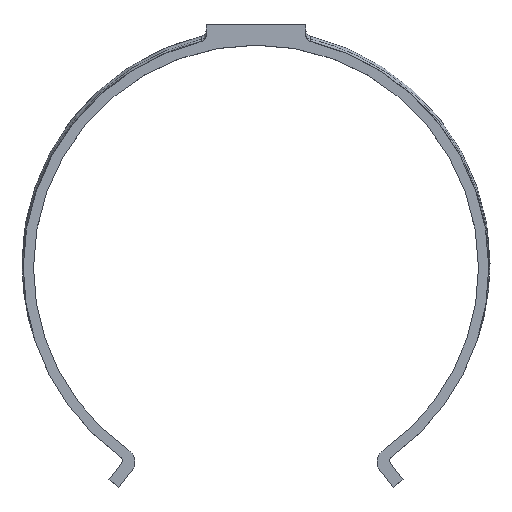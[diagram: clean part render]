
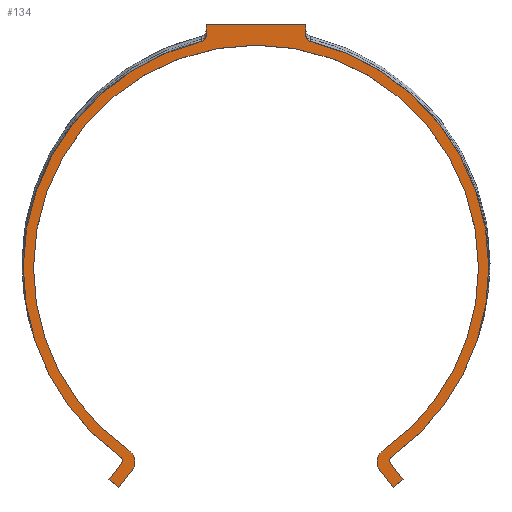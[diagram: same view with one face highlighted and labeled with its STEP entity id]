
A CAD part, top view. The second image highlights one B-rep face of the part: STEP entity #134.
In plain terms, the highlighted planar face has unit normal (0, 0, 1).
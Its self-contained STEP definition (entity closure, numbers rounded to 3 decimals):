
#134=ADVANCED_FACE('',(#256),#257,.T.);
#256=FACE_OUTER_BOUND('',#4798,.T.);
#257=PLANE('',#4799);
#4798=EDGE_LOOP('',(#5247,#5248,#5249,#5250,#5251,#5252,#5253,#5254,#5255,#5256,#5257,#5258,#5259,#5260,#5261,#5262,#5263,#5264,#5265,#5266,#5267,#5268,#5269,#5270,#5271,#5272,#5273,#5274));
#4799=AXIS2_PLACEMENT_3D('',#5275,#5276,#5277);
#5247=ORIENTED_EDGE('',*,*,#5432,.T.);
#5248=ORIENTED_EDGE('',*,*,#5403,.T.);
#5249=ORIENTED_EDGE('',*,*,#5313,.T.);
#5250=ORIENTED_EDGE('',*,*,#5406,.T.);
#5251=ORIENTED_EDGE('',*,*,#5303,.F.);
#5252=ORIENTED_EDGE('',*,*,#5307,.F.);
#5253=ORIENTED_EDGE('',*,*,#5409,.F.);
#5254=ORIENTED_EDGE('',*,*,#5410,.T.);
#5255=ORIENTED_EDGE('',*,*,#5301,.T.);
#5256=ORIENTED_EDGE('',*,*,#5414,.T.);
#5257=ORIENTED_EDGE('',*,*,#5417,.T.);
#5258=ORIENTED_EDGE('',*,*,#5420,.T.);
#5259=ORIENTED_EDGE('',*,*,#5421,.F.);
#5260=ORIENTED_EDGE('',*,*,#5297,.F.);
#5261=ORIENTED_EDGE('',*,*,#5336,.T.);
#5262=ORIENTED_EDGE('',*,*,#5392,.T.);
#5263=ORIENTED_EDGE('',*,*,#5329,.F.);
#5264=ORIENTED_EDGE('',*,*,#5394,.F.);
#5265=ORIENTED_EDGE('',*,*,#5399,.T.);
#5266=ORIENTED_EDGE('',*,*,#5424,.F.);
#5267=ORIENTED_EDGE('',*,*,#5377,.F.);
#5268=ORIENTED_EDGE('',*,*,#5360,.F.);
#5269=ORIENTED_EDGE('',*,*,#5380,.F.);
#5270=ORIENTED_EDGE('',*,*,#5346,.T.);
#5271=ORIENTED_EDGE('',*,*,#5351,.T.);
#5272=ORIENTED_EDGE('',*,*,#5291,.F.);
#5273=ORIENTED_EDGE('',*,*,#5427,.F.);
#5274=ORIENTED_EDGE('',*,*,#5430,.T.);
#5275=CARTESIAN_POINT('',(90.0,84.33,0.0));
#5276=DIRECTION('',(0.0,0.0,1.0));
#5277=DIRECTION('',(1.0,0.0,0.0));
#5291=EDGE_CURVE('',#5455,#5458,#5459,.T.);
#5297=EDGE_CURVE('',#5468,#5464,#5470,.T.);
#5301=EDGE_CURVE('',#5472,#5476,#5478,.T.);
#5303=EDGE_CURVE('',#5480,#5482,#5483,.T.);
#5307=EDGE_CURVE('',#5487,#5480,#5490,.T.);
#5313=EDGE_CURVE('',#5501,#5498,#5502,.T.);
#5329=EDGE_CURVE('',#5527,#5530,#5531,.T.);
#5336=EDGE_CURVE('',#5468,#5540,#5543,.T.);
#5346=EDGE_CURVE('',#5558,#5556,#5559,.T.);
#5351=EDGE_CURVE('',#5556,#5458,#5567,.T.);
#5360=EDGE_CURVE('',#5580,#5583,#5584,.T.);
#5377=EDGE_CURVE('',#5583,#5606,#5607,.T.);
#5380=EDGE_CURVE('',#5558,#5580,#5611,.T.);
#5392=EDGE_CURVE('',#5540,#5530,#5626,.T.);
#5394=EDGE_CURVE('',#5627,#5527,#5629,.T.);
#5399=EDGE_CURVE('',#5627,#5635,#5637,.T.);
#5403=EDGE_CURVE('',#5642,#5501,#5643,.T.);
#5406=EDGE_CURVE('',#5498,#5482,#5646,.T.);
#5409=EDGE_CURVE('',#5649,#5487,#5651,.T.);
#5410=EDGE_CURVE('',#5649,#5472,#5652,.T.);
#5414=EDGE_CURVE('',#5476,#5656,#5658,.T.);
#5417=EDGE_CURVE('',#5656,#5661,#5663,.T.);
#5420=EDGE_CURVE('',#5661,#5666,#5668,.T.);
#5421=EDGE_CURVE('',#5464,#5666,#5669,.T.);
#5424=EDGE_CURVE('',#5606,#5635,#5672,.T.);
#5427=EDGE_CURVE('',#5675,#5455,#5677,.T.);
#5430=EDGE_CURVE('',#5675,#5680,#5682,.T.);
#5432=EDGE_CURVE('',#5680,#5642,#5684,.T.);
#5455=VERTEX_POINT('',#6268);
#5458=VERTEX_POINT('',#6272);
#5459=CIRCLE('',#6273,1.5);
#5464=VERTEX_POINT('',#6279);
#5468=VERTEX_POINT('',#6284);
#5470=CIRCLE('',#6287,1.5);
#5472=VERTEX_POINT('',#6289);
#5476=VERTEX_POINT('',#6294);
#5478=CIRCLE('',#6297,5.0);
#5480=VERTEX_POINT('',#6299);
#5482=VERTEX_POINT('',#6302);
#5483=CIRCLE('',#6303,76.0);
#5487=VERTEX_POINT('',#6308);
#5490=CIRCLE('',#6312,76.0);
#5498=VERTEX_POINT('',#6387);
#5501=VERTEX_POINT('',#6391);
#5502=CIRCLE('',#6392,5.0);
#5527=VERTEX_POINT('',#6555);
#5530=VERTEX_POINT('',#6559);
#5531=CIRCLE('',#6560,2.0);
#5540=VERTEX_POINT('',#6637);
#5543=CIRCLE('',#6641,79.5);
#5556=VERTEX_POINT('',#6720);
#5558=VERTEX_POINT('',#6723);
#5559=CIRCLE('',#6724,79.5);
#5567=CIRCLE('',#6800,79.5);
#5580=VERTEX_POINT('',#7012);
#5583=VERTEX_POINT('',#7016);
#5584=CIRCLE('',#7017,2.0);
#5606=VERTEX_POINT('',#7274);
#5607=LINE('',#7275,#7276);
#5611=CIRCLE('',#7282,2.0);
#5626=CIRCLE('',#7532,79.5);
#5627=VERTEX_POINT('',#7533);
#5629=CIRCLE('',#7536,2.0);
#5635=VERTEX_POINT('',#7544);
#5637=LINE('',#7547,#7548);
#5642=VERTEX_POINT('',#7554);
#5643=LINE('',#7555,#7556);
#5646=CIRCLE('',#7560,5.0);
#5649=VERTEX_POINT('',#7563);
#5651=CIRCLE('',#7566,76.0);
#5652=CIRCLE('',#7567,5.0);
#5656=VERTEX_POINT('',#7572);
#5658=LINE('',#7575,#7576);
#5661=VERTEX_POINT('',#7580);
#5663=LINE('',#7583,#7584);
#5666=VERTEX_POINT('',#7588);
#5668=LINE('',#7591,#7592);
#5669=CIRCLE('',#7593,1.5);
#5672=LINE('',#7597,#7598);
#5675=VERTEX_POINT('',#7601);
#5677=CIRCLE('',#7604,1.5);
#5680=VERTEX_POINT('',#7608);
#5682=LINE('',#7611,#7612);
#5684=LINE('',#7615,#7616);
#6268=CARTESIAN_POINT('',(44.382,9.314,0.0));
#6272=CARTESIAN_POINT('',(43.755,10.535,0.0));
#6273=AXIS2_PLACEMENT_3D('',#7636,#7637,#7638);
#6279=CARTESIAN_POINT('',(135.618,9.314,0.0));
#6284=CARTESIAN_POINT('',(136.245,10.535,0.0));
#6287=AXIS2_PLACEMENT_3D('',#7648,#7649,#7650);
#6289=CARTESIAN_POINT('',(131.346,8.769,0.0));
#6294=CARTESIAN_POINT('',(132.527,5.542,0.0));
#6297=AXIS2_PLACEMENT_3D('',#7656,#7657,#7658);
#6299=CARTESIAN_POINT('',(14.0,75.2,0.0));
#6302=CARTESIAN_POINT('',(46.515,12.87,0.0));
#6303=AXIS2_PLACEMENT_3D('',#7660,#7661,#7662);
#6308=CARTESIAN_POINT('',(166.0,75.2,0.0));
#6312=AXIS2_PLACEMENT_3D('',#7668,#7669,#7670);
#6387=CARTESIAN_POINT('',(48.654,8.769,0.0));
#6391=CARTESIAN_POINT('',(47.473,5.542,0.0));
#6392=AXIS2_PLACEMENT_3D('',#7675,#7676,#7677);
#6555=CARTESIAN_POINT('',(107.43,153.216,0.0));
#6559=CARTESIAN_POINT('',(108.534,152.509,0.0));
#6560=AXIS2_PLACEMENT_3D('',#7704,#7705,#7706);
#6637=CARTESIAN_POINT('',(169.5,75.2,0.0));
#6641=AXIS2_PLACEMENT_3D('',#7716,#7717,#7718);
#6720=CARTESIAN_POINT('',(10.5,75.2,0.0));
#6723=CARTESIAN_POINT('',(71.466,152.509,0.0));
#6724=AXIS2_PLACEMENT_3D('',#7741,#7742,#7743);
#6800=AXIS2_PLACEMENT_3D('',#7749,#7750,#7751);
#7012=CARTESIAN_POINT('',(72.57,153.216,0.0));
#7016=CARTESIAN_POINT('',(73.0,154.454,0.0));
#7017=AXIS2_PLACEMENT_3D('',#7764,#7765,#7766);
#7274=CARTESIAN_POINT('',(73.0,158.2,0.0));
#7275=CARTESIAN_POINT('',(73.0,152.861,0.0));
#7276=VECTOR('',#7801,1.0);
#7282=AXIS2_PLACEMENT_3D('',#7804,#7805,#7806);
#7532=AXIS2_PLACEMENT_3D('',#7826,#7827,#7828);
#7533=CARTESIAN_POINT('',(107.0,154.454,0.0));
#7536=AXIS2_PLACEMENT_3D('',#7830,#7831,#7832);
#7544=CARTESIAN_POINT('',(107.0,158.2,0.0));
#7547=CARTESIAN_POINT('',(107.0,152.861,0.0));
#7548=VECTOR('',#7839,1.0);
#7554=CARTESIAN_POINT('',(42.956,0.198,0.0));
#7555=CARTESIAN_POINT('',(42.956,0.198,0.0));
#7556=VECTOR('',#7847,1.0);
#7560=AXIS2_PLACEMENT_3D('',#7852,#7853,#7854);
#7563=CARTESIAN_POINT('',(133.485,12.87,0.0));
#7566=AXIS2_PLACEMENT_3D('',#7859,#7860,#7861);
#7567=AXIS2_PLACEMENT_3D('',#7862,#7863,#7864);
#7572=CARTESIAN_POINT('',(137.044,0.198,0.0));
#7575=CARTESIAN_POINT('',(132.527,5.542,0.0));
#7576=VECTOR('',#7870,1.0);
#7580=CARTESIAN_POINT('',(140.207,2.834,0.0));
#7583=CARTESIAN_POINT('',(137.044,0.198,0.0));
#7584=VECTOR('',#7873,1.0);
#7588=CARTESIAN_POINT('',(135.929,8.4,0.0));
#7591=CARTESIAN_POINT('',(140.207,2.834,0.0));
#7592=VECTOR('',#7876,1.0);
#7593=AXIS2_PLACEMENT_3D('',#7877,#7878,#7879);
#7597=CARTESIAN_POINT('',(73.0,158.2,0.0));
#7598=VECTOR('',#7884,1.0);
#7601=CARTESIAN_POINT('',(44.071,8.4,0.0));
#7604=AXIS2_PLACEMENT_3D('',#7889,#7890,#7891);
#7608=CARTESIAN_POINT('',(39.793,2.834,0.0));
#7611=CARTESIAN_POINT('',(44.071,8.4,0.0));
#7612=VECTOR('',#7894,1.0);
#7615=CARTESIAN_POINT('',(39.793,2.834,0.0));
#7616=VECTOR('',#7896,1.0);
#7636=CARTESIAN_POINT('',(42.882,9.314,0.0));
#7637=DIRECTION('',(0.0,0.0,1.0));
#7638=DIRECTION('',(1.0,0.0,0.0));
#7648=CARTESIAN_POINT('',(137.118,9.314,0.0));
#7649=DIRECTION('',(0.0,0.0,1.0));
#7650=DIRECTION('',(1.0,0.0,0.0));
#7656=CARTESIAN_POINT('',(136.346,8.769,0.0));
#7657=DIRECTION('',(0.0,0.0,1.0));
#7658=DIRECTION('',(1.0,0.0,0.0));
#7660=CARTESIAN_POINT('',(90.0,75.2,0.0));
#7661=DIRECTION('',(0.0,0.0,1.0));
#7662=DIRECTION('',(1.0,0.0,0.0));
#7668=CARTESIAN_POINT('',(90.0,75.2,0.0));
#7669=DIRECTION('',(0.0,0.0,1.0));
#7670=DIRECTION('',(1.0,0.0,0.0));
#7675=CARTESIAN_POINT('',(43.654,8.769,0.0));
#7676=DIRECTION('',(0.0,0.0,1.0));
#7677=DIRECTION('',(1.0,0.0,0.0));
#7704=CARTESIAN_POINT('',(109.0,154.454,0.0));
#7705=DIRECTION('',(0.0,0.0,1.0));
#7706=DIRECTION('',(-0.785,-0.619,0.0));
#7716=CARTESIAN_POINT('',(90.0,75.2,0.0));
#7717=DIRECTION('',(0.0,0.0,1.0));
#7718=DIRECTION('',(1.0,0.0,0.0));
#7741=CARTESIAN_POINT('',(90.0,75.2,0.0));
#7742=DIRECTION('',(0.0,0.0,1.0));
#7743=DIRECTION('',(1.0,0.0,0.0));
#7749=CARTESIAN_POINT('',(90.0,75.2,0.0));
#7750=DIRECTION('',(0.0,0.0,1.0));
#7751=DIRECTION('',(1.0,0.0,0.0));
#7764=CARTESIAN_POINT('',(71.0,154.454,0.0));
#7765=DIRECTION('',(0.0,0.0,1.0));
#7766=DIRECTION('',(0.785,-0.619,0.0));
#7801=DIRECTION('',(0.0,1.0,0.0));
#7804=CARTESIAN_POINT('',(71.0,154.454,0.0));
#7805=DIRECTION('',(0.0,0.0,1.0));
#7806=DIRECTION('',(0.785,-0.619,0.0));
#7826=CARTESIAN_POINT('',(90.0,75.2,0.0));
#7827=DIRECTION('',(0.0,0.0,1.0));
#7828=DIRECTION('',(1.0,0.0,0.0));
#7830=CARTESIAN_POINT('',(109.0,154.454,0.0));
#7831=DIRECTION('',(0.0,0.0,1.0));
#7832=DIRECTION('',(-0.785,-0.619,0.0));
#7839=DIRECTION('',(0.0,1.0,0.0));
#7847=DIRECTION('',(0.645,0.764,0.0));
#7852=CARTESIAN_POINT('',(43.654,8.769,0.0));
#7853=DIRECTION('',(0.0,0.0,1.0));
#7854=DIRECTION('',(1.0,0.0,0.0));
#7859=CARTESIAN_POINT('',(90.0,75.2,0.0));
#7860=DIRECTION('',(0.0,0.0,1.0));
#7861=DIRECTION('',(1.0,0.0,0.0));
#7862=CARTESIAN_POINT('',(136.346,8.769,0.0));
#7863=DIRECTION('',(0.0,0.0,1.0));
#7864=DIRECTION('',(1.0,0.0,0.0));
#7870=DIRECTION('',(0.645,-0.764,0.0));
#7873=DIRECTION('',(0.768,0.64,0.0));
#7876=DIRECTION('',(-0.609,0.793,0.0));
#7877=CARTESIAN_POINT('',(137.118,9.314,0.0));
#7878=DIRECTION('',(0.0,0.0,1.0));
#7879=DIRECTION('',(1.0,0.0,0.0));
#7884=DIRECTION('',(1.0,0.0,0.0));
#7889=CARTESIAN_POINT('',(42.882,9.314,0.0));
#7890=DIRECTION('',(0.0,0.0,1.0));
#7891=DIRECTION('',(1.0,0.0,0.0));
#7894=DIRECTION('',(-0.609,-0.793,0.0));
#7896=DIRECTION('',(0.768,-0.64,0.0));
